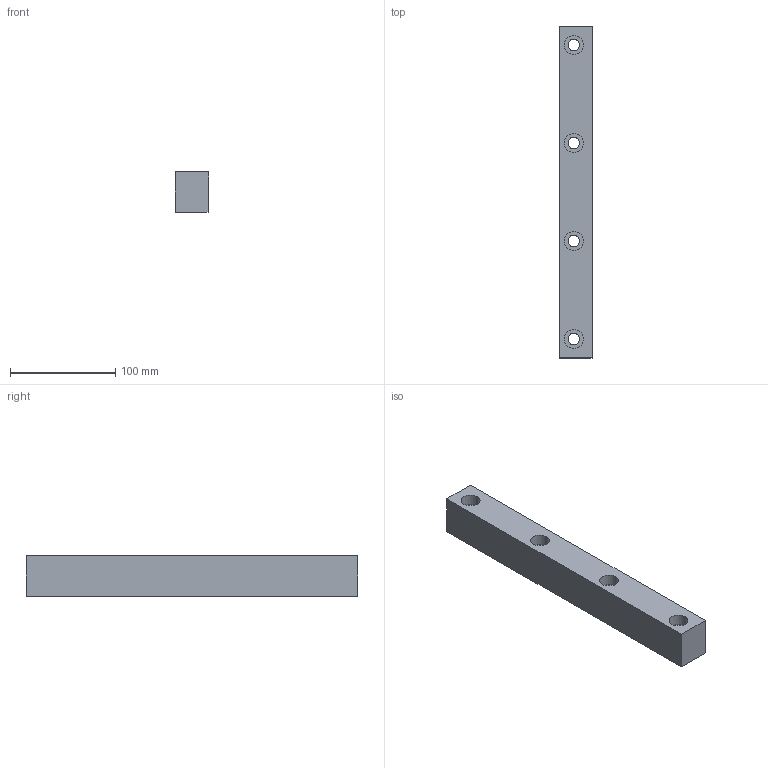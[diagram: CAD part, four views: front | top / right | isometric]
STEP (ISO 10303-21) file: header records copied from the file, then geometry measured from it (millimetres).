
FILE_DESCRIPTION(('STEP AP214'),'1');
FILE_NAME('cctmp_663D8654-D898-4A99-8FB4-27A9474DC21B_2023_07_27_16_09_40_0250_68020..stp','2023-07-27T14:09:40',('Meusburger Georg GmbH & Co KG'),('CADClick - www.CADClick.com'),'Spatial InterOp 3D',' ','unknown authorization');
FILE_SCHEMA(('AUTOMOTIVE_DESIGN'));
Length unit declared in the file: millimetre
Products named in the file (1): E 3141_32_38_315
Bounding box: 32 x 315 x 38 mm (x, y, z)
Volume: 361479 mm3; surface area: 51843.8 mm2
Topology: 1 solids, 1 shells, 27 faces, 63 edges, 42 vertices
Faces by surface type: cylinder 16, plane 11
Entity records: 1045 total; most frequent: DIRECTION 151, CARTESIAN_POINT 133, ORIENTED_EDGE 126, EDGE_CURVE 63, AXIS2_PLACEMENT_3D 60, VERTEX_POINT 42, EDGE_LOOP 39, CIRCLE 32
